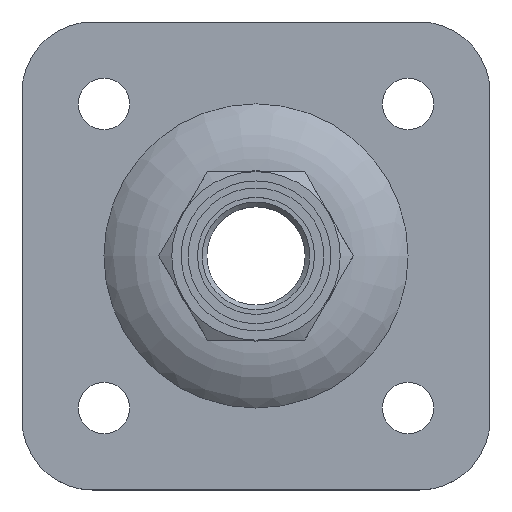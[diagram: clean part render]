
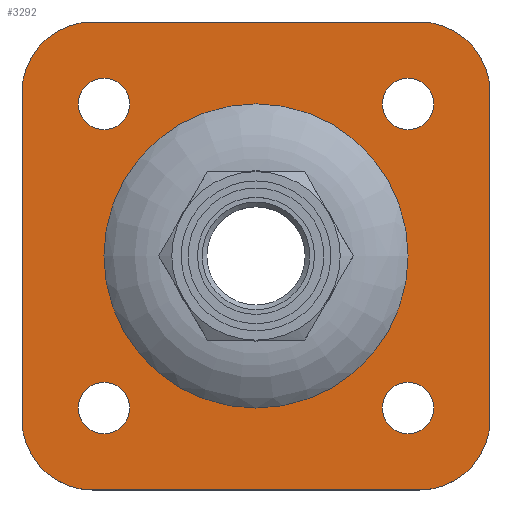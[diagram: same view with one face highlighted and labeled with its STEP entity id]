
A CAD part, top view. The second image highlights one B-rep face of the part: STEP entity #3292.
In plain terms, the highlighted planar face has unit normal (0, 0, 1).
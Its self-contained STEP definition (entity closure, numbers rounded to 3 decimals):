
#75 = EDGE_CURVE ( 'NONE', #4549, #4549, #1802, .T. ) ;
#119 = VECTOR ( 'NONE', #4355, 1000. ) ;
#244 = EDGE_CURVE ( 'NONE', #5279, #5279, #9213, .T. ) ;
#252 = VERTEX_POINT ( 'NONE', #12864 ) ;
#276 = EDGE_CURVE ( 'NONE', #1771, #1771, #11217, .T. ) ;
#338 = DIRECTION ( 'NONE',  ( 1., 0., 0. ) ) ;
#462 = VECTOR ( 'NONE', #2941, 1000. ) ;
#529 = DIRECTION ( 'NONE',  ( -1., 0., 0. ) ) ;
#890 = ORIENTED_EDGE ( 'NONE', *, *, #14986, .F. ) ;
#895 = EDGE_LOOP ( 'NONE', ( #13231 ) ) ;
#986 = EDGE_CURVE ( 'NONE', #252, #2182, #9898, .T. ) ;
#1030 = CARTESIAN_POINT ( 'NONE',  ( 0., 32.5, 5. ) ) ;
#1036 = CARTESIAN_POINT ( 'NONE',  ( 32.5, 32.5, 5. ) ) ;
#1144 = VERTEX_POINT ( 'NONE', #10337 ) ;
#1362 = CARTESIAN_POINT ( 'NONE',  ( -35., 50., 5. ) ) ;
#1424 = VECTOR ( 'NONE', #5876, 1000. ) ;
#1767 = VERTEX_POINT ( 'NONE', #13603 ) ;
#1771 = VERTEX_POINT ( 'NONE', #6801 ) ;
#1798 = ORIENTED_EDGE ( 'NONE', *, *, #14734, .T. ) ;
#1802 = CIRCLE ( 'NONE', #6157, 5.5 ) ;
#2147 = CARTESIAN_POINT ( 'NONE',  ( -27., -32.5, 5. ) ) ;
#2182 = VERTEX_POINT ( 'NONE', #12336 ) ;
#2326 = LINE ( 'NONE', #8844, #462 ) ;
#2337 = LINE ( 'NONE', #10567, #1424 ) ;
#2547 = EDGE_CURVE ( 'NONE', #7689, #7689, #8581, .T. ) ;
#2941 = DIRECTION ( 'NONE',  ( 0., 1., 0. ) ) ;
#3014 = FACE_BOUND ( 'NONE', #13723, .T. ) ;
#3028 = EDGE_LOOP ( 'NONE', ( #14045 ) ) ;
#3292 = ADVANCED_FACE ( 'NONE', ( #3014, #3928, #15211, #10959, #12064, #13009 ), #3352, .F. ) ;
#3352 = PLANE ( 'NONE',  #5663 ) ;
#3368 = ORIENTED_EDGE ( 'NONE', *, *, #7533, .T. ) ;
#3472 = CARTESIAN_POINT ( 'NONE',  ( 35., -35., 5. ) ) ;
#3928 = FACE_BOUND ( 'NONE', #3028, .T. ) ;
#3997 = DIRECTION ( 'NONE',  ( 0., 0., 1. ) ) ;
#4090 = CARTESIAN_POINT ( 'NONE',  ( -35., -35., 5. ) ) ;
#4218 = VERTEX_POINT ( 'NONE', #4341 ) ;
#4341 = CARTESIAN_POINT ( 'NONE',  ( 50., 35., 5. ) ) ;
#4355 = DIRECTION ( 'NONE',  ( 1., 0., 0. ) ) ;
#4549 = VERTEX_POINT ( 'NONE', #8098 ) ;
#4591 = DIRECTION ( 'NONE',  ( -1., 0., 0. ) ) ;
#4731 = EDGE_CURVE ( 'NONE', #5419, #6225, #4849, .T. ) ;
#4791 = CIRCLE ( 'NONE', #11795, 15. ) ;
#4849 = CIRCLE ( 'NONE', #11088, 15. ) ;
#4994 = EDGE_CURVE ( 'NONE', #1767, #4218, #13896, .T. ) ;
#5279 = VERTEX_POINT ( 'NONE', #6697 ) ;
#5414 = VERTEX_POINT ( 'NONE', #8384 ) ;
#5419 = VERTEX_POINT ( 'NONE', #1362 ) ;
#5465 = AXIS2_PLACEMENT_3D ( 'NONE', #4090, #12302, #529 ) ;
#5663 = AXIS2_PLACEMENT_3D ( 'NONE', #1030, #11494, #4591 ) ;
#5789 = DIRECTION ( 'NONE',  ( 0., 0., 1. ) ) ;
#5876 = DIRECTION ( 'NONE',  ( 1., 0., 0. ) ) ;
#5951 = ORIENTED_EDGE ( 'NONE', *, *, #4731, .T. ) ;
#6157 = AXIS2_PLACEMENT_3D ( 'NONE', #13900, #9246, #12658 ) ;
#6225 = VERTEX_POINT ( 'NONE', #9803 ) ;
#6533 = CARTESIAN_POINT ( 'NONE',  ( -32.5, -32.5, 5. ) ) ;
#6588 = EDGE_LOOP ( 'NONE', ( #6690, #8560, #12017, #5951, #9264, #14867, #1798, #3368 ) ) ;
#6690 = ORIENTED_EDGE ( 'NONE', *, *, #4994, .T. ) ;
#6697 = CARTESIAN_POINT ( 'NONE',  ( 38., -32.5, 5. ) ) ;
#6801 = CARTESIAN_POINT ( 'NONE',  ( 38., 32.5, 5. ) ) ;
#7028 = DIRECTION ( 'NONE',  ( 0., 0., 1. ) ) ;
#7119 = DIRECTION ( 'NONE',  ( -1., 0., 0. ) ) ;
#7154 = AXIS2_PLACEMENT_3D ( 'NONE', #14006, #7028, #9505 ) ;
#7533 = EDGE_CURVE ( 'NONE', #1144, #1767, #4791, .T. ) ;
#7631 = CARTESIAN_POINT ( 'NONE',  ( 0., 0., 5. ) ) ;
#7689 = VERTEX_POINT ( 'NONE', #11538 ) ;
#7775 = CARTESIAN_POINT ( 'NONE',  ( 50., 0., 5. ) ) ;
#7850 = CARTESIAN_POINT ( 'NONE',  ( 35., 35., 5. ) ) ;
#8098 = CARTESIAN_POINT ( 'NONE',  ( -27., 32.5, 5. ) ) ;
#8171 = AXIS2_PLACEMENT_3D ( 'NONE', #7850, #12494, #10223 ) ;
#8384 = CARTESIAN_POINT ( 'NONE',  ( 35., 50., 5. ) ) ;
#8560 = ORIENTED_EDGE ( 'NONE', *, *, #11037, .T. ) ;
#8581 = CIRCLE ( 'NONE', #14277, 32.5 ) ;
#8844 = CARTESIAN_POINT ( 'NONE',  ( -50., 0., 5. ) ) ;
#8968 = DIRECTION ( 'NONE',  ( 0., 1., 0. ) ) ;
#8984 = VERTEX_POINT ( 'NONE', #2147 ) ;
#9213 = CIRCLE ( 'NONE', #7154, 5.5 ) ;
#9246 = DIRECTION ( 'NONE',  ( 0., 0., 1. ) ) ;
#9264 = ORIENTED_EDGE ( 'NONE', *, *, #10861, .F. ) ;
#9449 = DIRECTION ( 'NONE',  ( 1., 0., 0. ) ) ;
#9505 = DIRECTION ( 'NONE',  ( 1., 0., 0. ) ) ;
#9803 = CARTESIAN_POINT ( 'NONE',  ( -50., 35., 5. ) ) ;
#9898 = CIRCLE ( 'NONE', #5465, 15. ) ;
#9903 = CIRCLE ( 'NONE', #8171, 15. ) ;
#10193 = DIRECTION ( 'NONE',  ( 1., 0., 0. ) ) ;
#10223 = DIRECTION ( 'NONE',  ( -1., 0., 0. ) ) ;
#10337 = CARTESIAN_POINT ( 'NONE',  ( 35., -50., 5. ) ) ;
#10546 = EDGE_CURVE ( 'NONE', #5419, #5414, #14901, .T. ) ;
#10556 = AXIS2_PLACEMENT_3D ( 'NONE', #6533, #11310, #10193 ) ;
#10567 = CARTESIAN_POINT ( 'NONE',  ( 0., -50., 5. ) ) ;
#10571 = DIRECTION ( 'NONE',  ( 0., 0., 1. ) ) ;
#10594 = DIRECTION ( 'NONE',  ( 0., 0., 1. ) ) ;
#10743 = VECTOR ( 'NONE', #8968, 1000. ) ;
#10842 = EDGE_LOOP ( 'NONE', ( #13044 ) ) ;
#10861 = EDGE_CURVE ( 'NONE', #252, #6225, #2326, .T. ) ;
#10959 = FACE_BOUND ( 'NONE', #11425, .T. ) ;
#11037 = EDGE_CURVE ( 'NONE', #4218, #5414, #9903, .T. ) ;
#11088 = AXIS2_PLACEMENT_3D ( 'NONE', #14143, #10571, #7119 ) ;
#11217 = CIRCLE ( 'NONE', #11385, 5.5 ) ;
#11310 = DIRECTION ( 'NONE',  ( 0., 0., 1. ) ) ;
#11378 = CIRCLE ( 'NONE', #10556, 5.5 ) ;
#11385 = AXIS2_PLACEMENT_3D ( 'NONE', #1036, #5789, #9449 ) ;
#11425 = EDGE_LOOP ( 'NONE', ( #13215 ) ) ;
#11494 = DIRECTION ( 'NONE',  ( 0., 0., -1. ) ) ;
#11538 = CARTESIAN_POINT ( 'NONE',  ( 32.5, 0., 5. ) ) ;
#11636 = CARTESIAN_POINT ( 'NONE',  ( 0., 50., 5. ) ) ;
#11717 = DIRECTION ( 'NONE',  ( -1., 0., 0. ) ) ;
#11795 = AXIS2_PLACEMENT_3D ( 'NONE', #3472, #10594, #11717 ) ;
#12017 = ORIENTED_EDGE ( 'NONE', *, *, #10546, .F. ) ;
#12064 = FACE_BOUND ( 'NONE', #895, .T. ) ;
#12302 = DIRECTION ( 'NONE',  ( 0., 0., 1. ) ) ;
#12336 = CARTESIAN_POINT ( 'NONE',  ( -35., -50., 5. ) ) ;
#12494 = DIRECTION ( 'NONE',  ( 0., 0., 1. ) ) ;
#12658 = DIRECTION ( 'NONE',  ( 1., 0., 0. ) ) ;
#12864 = CARTESIAN_POINT ( 'NONE',  ( -50., -35., 5. ) ) ;
#13009 = FACE_OUTER_BOUND ( 'NONE', #6588, .T. ) ;
#13044 = ORIENTED_EDGE ( 'NONE', *, *, #276, .F. ) ;
#13215 = ORIENTED_EDGE ( 'NONE', *, *, #244, .F. ) ;
#13231 = ORIENTED_EDGE ( 'NONE', *, *, #2547, .F. ) ;
#13603 = CARTESIAN_POINT ( 'NONE',  ( 50., -35., 5. ) ) ;
#13723 = EDGE_LOOP ( 'NONE', ( #890 ) ) ;
#13896 = LINE ( 'NONE', #7775, #10743 ) ;
#13900 = CARTESIAN_POINT ( 'NONE',  ( -32.5, 32.5, 5. ) ) ;
#14006 = CARTESIAN_POINT ( 'NONE',  ( 32.5, -32.5, 5. ) ) ;
#14045 = ORIENTED_EDGE ( 'NONE', *, *, #75, .F. ) ;
#14143 = CARTESIAN_POINT ( 'NONE',  ( -35., 35., 5. ) ) ;
#14277 = AXIS2_PLACEMENT_3D ( 'NONE', #7631, #3997, #338 ) ;
#14734 = EDGE_CURVE ( 'NONE', #2182, #1144, #2337, .T. ) ;
#14867 = ORIENTED_EDGE ( 'NONE', *, *, #986, .T. ) ;
#14901 = LINE ( 'NONE', #11636, #119 ) ;
#14986 = EDGE_CURVE ( 'NONE', #8984, #8984, #11378, .T. ) ;
#15211 = FACE_BOUND ( 'NONE', #10842, .T. ) ;
